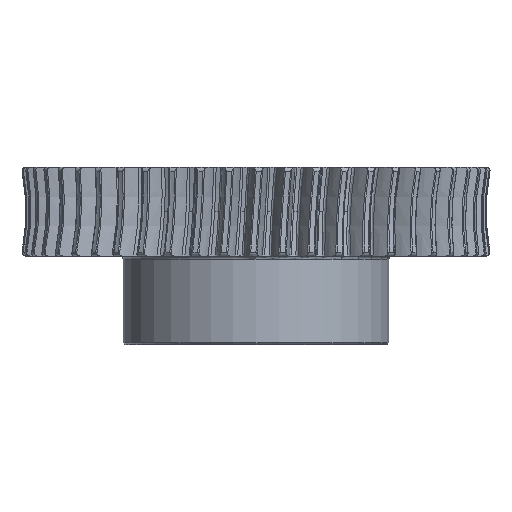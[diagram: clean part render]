
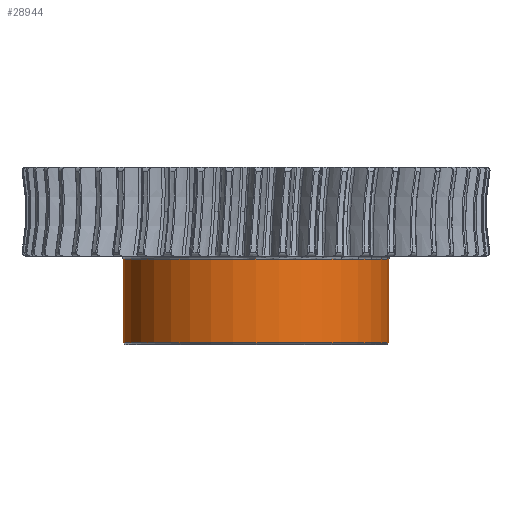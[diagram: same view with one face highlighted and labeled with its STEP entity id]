
A CAD part, front view. The second image highlights one B-rep face of the part: STEP entity #28944.
In plain terms, the highlighted cylindrical face has radius 15 mm (diameter 30 mm), a partial arc.
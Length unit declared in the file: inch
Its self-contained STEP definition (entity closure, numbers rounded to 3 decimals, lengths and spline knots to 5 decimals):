
#1369 = AXIS2_PLACEMENT_3D ( 'NONE', #12629, #6897, #7153 ) ;
#1649 = EDGE_CURVE ( 'NONE', #16632, #29255, #22949, .T. ) ;
#1697 = CYLINDRICAL_SURFACE ( 'NONE', #28748, 0.59055 ) ;
#1930 = DIRECTION ( 'NONE',  ( 0., 0., -1. ) ) ;
#2058 = CIRCLE ( 'NONE', #1369, 0.59055 ) ;
#2408 = CIRCLE ( 'NONE', #7485, 0.59055 ) ;
#2802 = VECTOR ( 'NONE', #18502, 39.37008 ) ;
#4378 = FACE_OUTER_BOUND ( 'NONE', #7545, .T. ) ;
#4570 = ORIENTED_EDGE ( 'NONE', *, *, #34885, .T. ) ;
#5450 = CARTESIAN_POINT ( 'NONE',  ( 0.59055, 0., -0.38589 ) ) ;
#6242 = VERTEX_POINT ( 'NONE', #5450 ) ;
#6769 = DIRECTION ( 'NONE',  ( -1., 0., 0. ) ) ;
#6897 = DIRECTION ( 'NONE',  ( 0., 0., 1. ) ) ;
#7153 = DIRECTION ( 'NONE',  ( -1., 0., 0. ) ) ;
#7224 = EDGE_CURVE ( 'NONE', #13398, #16632, #2408, .T. ) ;
#7485 = AXIS2_PLACEMENT_3D ( 'NONE', #15109, #32037, #6769 ) ;
#7545 = EDGE_LOOP ( 'NONE', ( #28334, #9986, #10002, #4570 ) ) ;
#9423 = CARTESIAN_POINT ( 'NONE',  ( 0., 0., 0.01962 ) ) ;
#9585 = CARTESIAN_POINT ( 'NONE',  ( -0.59055, 0., -0.38589 ) ) ;
#9986 = ORIENTED_EDGE ( 'NONE', *, *, #7224, .T. ) ;
#10002 = ORIENTED_EDGE ( 'NONE', *, *, #1649, .T. ) ;
#10894 = EDGE_CURVE ( 'NONE', #13398, #6242, #18408, .T. ) ;
#12629 = CARTESIAN_POINT ( 'NONE',  ( 0., 0., -0.38589 ) ) ;
#13398 = VERTEX_POINT ( 'NONE', #28184 ) ;
#14522 = CARTESIAN_POINT ( 'NONE',  ( -0.59055, 0., -0.01384 ) ) ;
#15109 = CARTESIAN_POINT ( 'NONE',  ( 0., 0., -0.01384 ) ) ;
#15625 = CARTESIAN_POINT ( 'NONE',  ( 0.59055, 0., 0.01962 ) ) ;
#16632 = VERTEX_POINT ( 'NONE', #14522 ) ;
#18408 = LINE ( 'NONE', #15625, #2802 ) ;
#18502 = DIRECTION ( 'NONE',  ( 0., 0., -1. ) ) ;
#20883 = DIRECTION ( 'NONE',  ( 0., 0., -1. ) ) ;
#22949 = LINE ( 'NONE', #24870, #24732 ) ;
#23148 = DIRECTION ( 'NONE',  ( -1., 0., 0. ) ) ;
#24732 = VECTOR ( 'NONE', #1930, 39.37008 ) ;
#24870 = CARTESIAN_POINT ( 'NONE',  ( -0.59055, 0., 0.01962 ) ) ;
#28184 = CARTESIAN_POINT ( 'NONE',  ( 0.59055, 0., -0.01384 ) ) ;
#28334 = ORIENTED_EDGE ( 'NONE', *, *, #10894, .F. ) ;
#28748 = AXIS2_PLACEMENT_3D ( 'NONE', #9423, #20883, #23148 ) ;
#28944 = ADVANCED_FACE ( 'NONE', ( #4378 ), #1697, .T. ) ;
#29255 = VERTEX_POINT ( 'NONE', #9585 ) ;
#32037 = DIRECTION ( 'NONE',  ( 0., 0., -1. ) ) ;
#34885 = EDGE_CURVE ( 'NONE', #29255, #6242, #2058, .T. ) ;
